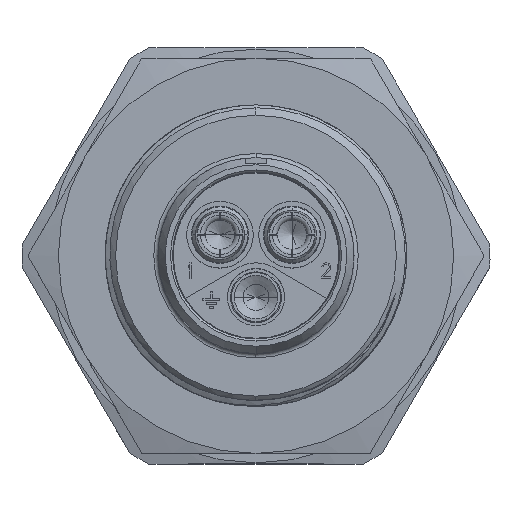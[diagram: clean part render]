
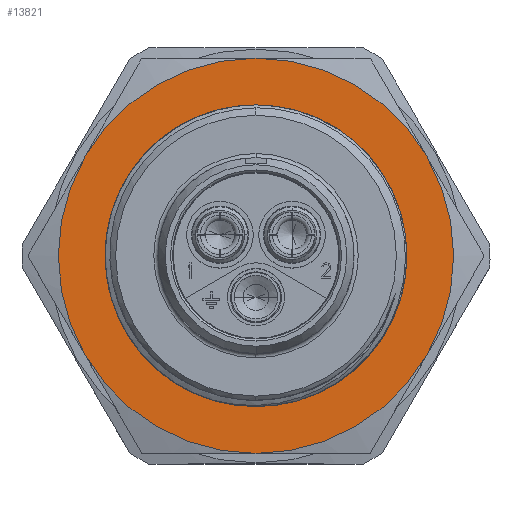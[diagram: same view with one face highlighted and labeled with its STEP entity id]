
A CAD part, top view. The second image highlights one B-rep face of the part: STEP entity #13821.
In plain terms, the highlighted planar face has unit normal (0, 0, 1).
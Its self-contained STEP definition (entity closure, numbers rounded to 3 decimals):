
#1888=CARTESIAN_POINT('',(2.461,26.054,-2.5));
#1889=CARTESIAN_POINT('',(2.893,25.988,-2.5));
#1890=CARTESIAN_POINT('',(3.75,25.817,-2.5));
#1891=CARTESIAN_POINT('',(4.59,25.568,-2.5));
#1892=CARTESIAN_POINT('',(5.006,25.424,-2.5));
#1955=CARTESIAN_POINT('',(0.,11.815,-2.5));
#1956=DIRECTION('',(0.,0.,-1.));
#1957=DIRECTION('',(-0.866,0.5,0.));
#1958=AXIS2_PLACEMENT_3D('',#1955,#1956,#1957);
#1960=CARTESIAN_POINT('',(0.,11.815,-2.5));
#1961=DIRECTION('',(0.,0.,-1.));
#1962=DIRECTION('',(0.,1.,0.));
#1963=AXIS2_PLACEMENT_3D('',#1960,#1961,#1962);
#1965=CARTESIAN_POINT('',(0.,11.815,-2.5));
#1966=DIRECTION('',(0.,0.,1.));
#1967=DIRECTION('',(0.,-1.,0.));
#1968=AXIS2_PLACEMENT_3D('',#1965,#1966,#1967);
#1970=CARTESIAN_POINT('',(0.,11.815,-2.5));
#1971=DIRECTION('',(0.,0.,1.));
#1972=DIRECTION('',(-0.866,-0.5,0.));
#1973=AXIS2_PLACEMENT_3D('',#1970,#1971,#1972);
#1975=CARTESIAN_POINT('',(-14.231,9.308,-2.5));
#1976=CARTESIAN_POINT('',(-14.327,9.8,-2.5));
#1977=CARTESIAN_POINT('',(-14.465,10.803,-2.5));
#1978=CARTESIAN_POINT('',(-14.503,12.395,-2.5));
#1979=CARTESIAN_POINT('',(-14.361,13.982,-2.5));
#1980=CARTESIAN_POINT('',(-14.04,15.55,-2.5));
#1981=CARTESIAN_POINT('',(-13.545,17.072,-2.5));
#1982=CARTESIAN_POINT('',(-12.884,18.53,-2.5));
#1983=CARTESIAN_POINT('',(-12.062,19.904,-2.5));
#1984=CARTESIAN_POINT('',(-11.098,21.171,-2.5));
#1985=CARTESIAN_POINT('',(-9.992,22.323,-2.5));
#1986=CARTESIAN_POINT('',(-9.222,22.963,-2.5));
#1987=CARTESIAN_POINT('',(-8.824,23.258,-2.5));
#2002=CARTESIAN_POINT('',(-16.454,21.315,
-2.5));
#2004=CARTESIAN_POINT('',(0.,11.815,-2.5));
#2005=DIRECTION('',(0.,0.,1.));
#2006=DIRECTION('',(-0.866,0.5,0.));
#2007=AXIS2_PLACEMENT_3D('',#2004,#2005,#2006);
#2227=CARTESIAN_POINT('',(16.454,2.315,-2.5));
#2229=CARTESIAN_POINT('',(0.,11.815,-2.5));
#2230=DIRECTION('',(0.,0.,1.));
#2231=DIRECTION('',(0.866,-0.5,0.));
#2232=AXIS2_PLACEMENT_3D('',#2229,#2230,#2231);
#2267=CARTESIAN_POINT('',(16.454,21.315,-2.5));
#2305=CARTESIAN_POINT('',(0.,30.815,
-2.5));
#3460=CARTESIAN_POINT('',(11.395,20.782,-2.5));
#3461=CARTESIAN_POINT('',(11.661,20.431,-2.5));
#3462=CARTESIAN_POINT('',(12.157,19.709,-2.5));
#3463=CARTESIAN_POINT('',(12.585,18.947,-2.5));
#3464=CARTESIAN_POINT('',(12.781,18.556,-2.5));
#3759=CARTESIAN_POINT('',(0.,11.815,-2.5));
#3760=DIRECTION('',(0.,0.,-1.));
#3761=DIRECTION('',(0.885,0.466,0.));
#3762=AXIS2_PLACEMENT_3D('',#3759,#3760,#3761);
#4527=CARTESIAN_POINT('',(0.,11.815,-2.5));
#4528=DIRECTION('',(0.,0.,-1.));
#4529=DIRECTION('',(-0.611,0.792,0.));
#4530=AXIS2_PLACEMENT_3D('',#4527,#4528,#4529);
#4809=CARTESIAN_POINT('',(0.,11.815,-2.5));
#4810=DIRECTION('',(0.,0.,1.));
#4811=DIRECTION('',(0.786,0.618,0.));
#4812=AXIS2_PLACEMENT_3D('',#4809,#4810,#4811);
#7674=CARTESIAN_POINT('',(0.,-7.185,
-2.5));
#7712=CARTESIAN_POINT('',(-16.454,2.315,
-2.5));
#10976=VERTEX_POINT('',#2002);
#10979=VERTEX_POINT('',#2305);
#10982=VERTEX_POINT('',#2267);
#10994=VERTEX_POINT('',#2227);
#10997=VERTEX_POINT('',#7674);
#11000=VERTEX_POINT('',#7712);
#11006=VERTEX_POINT('',#1975);
#11007=VERTEX_POINT('',#1987);
#11008=VERTEX_POINT('',#3460);
#11009=VERTEX_POINT('',#3464);
#11012=VERTEX_POINT('',#1888);
#11013=VERTEX_POINT('',#1892);
#13789=CARTESIAN_POINT('',(0.,11.815,-2.5));
#13790=DIRECTION('',(0.,0.,-1.));
#13791=DIRECTION('',(1.,0.,0.));
#13792=AXIS2_PLACEMENT_3D('',#13789,#13790,#13791);
#13793=PLANE('421',#13792);
#13795=ORIENTED_EDGE('1659',*,*,#13794,.F.);
#13797=ORIENTED_EDGE('1650',*,*,#13796,.T.);
#13799=ORIENTED_EDGE('1651',*,*,#13798,.T.);
#13801=ORIENTED_EDGE('1658',*,*,#13800,.F.);
#13803=ORIENTED_EDGE('1655',*,*,#13802,.F.);
#13805=ORIENTED_EDGE('1654',*,*,#13804,.F.);
#13806=EDGE_LOOP('421',(#13795,#13797,#13799,#13801,#13803,#13805));
#13807=FACE_OUTER_BOUND('421',#13806,.F.);
#13809=ORIENTED_EDGE('1691',*,*,#13808,.F.);
#13811=ORIENTED_EDGE('1697',*,*,#13810,.T.);
#13812=ORIENTED_EDGE('1693',*,*,#13757,.F.);
#13814=ORIENTED_EDGE('1714',*,*,#13813,.F.);
#13816=ORIENTED_EDGE('1686',*,*,#13815,.F.);
#13818=ORIENTED_EDGE('1715',*,*,#13817,.F.);
#13819=EDGE_LOOP('421',(#13809,#13811,#13812,#13814,#13816,#13818));
#13820=FACE_BOUND('421',#13819,.F.);
#1893=B_SPLINE_CURVE_WITH_KNOTS('1693',3,(#1888,#1889,#1890,#1891,#1892),
.UNSPECIFIED.,.F.,.F.,(4,1,4),(0.,0.5,1.),.UNSPECIFIED.);
#1959=CIRCLE('1650',#1958,19.);
#1964=CIRCLE('1651',#1963,19.);
#1969=CIRCLE('1655',#1968,19.);
#1974=CIRCLE('1654',#1973,19.);
#1988=B_SPLINE_CURVE_WITH_KNOTS('1686',3,(#1975,#1976,#1977,#1978,#1979,#1980,
#1981,#1982,#1983,#1984,#1985,#1986,#1987),.UNSPECIFIED.,.F.,.F.,(4,1,1,1,1,1,1,
1,1,1,4),(0.,0.1,0.2,0.3,0.4,0.5,0.6,0.7,0.8,0.9,1.),
.UNSPECIFIED.);
#2008=CIRCLE('1659',#2007,19.);
#2233=CIRCLE('1658',#2232,19.);
#3465=B_SPLINE_CURVE_WITH_KNOTS('1691',3,(#3460,#3461,#3462,#3463,#3464),
.UNSPECIFIED.,.F.,.F.,(4,1,4),(0.,0.5,1.),.UNSPECIFIED.);
#3763=CIRCLE('1715',#3762,14.45);
#4531=CIRCLE('1714',#4530,14.45);
#4813=CIRCLE('1697',#4812,14.5);
#13757=EDGE_CURVE('1693',#11012,#11013,#1893,.T.);
#13794=EDGE_CURVE('1659',#10976,#11000,#2008,.T.);
#13796=EDGE_CURVE('1650',#10976,#10979,#1959,.T.);
#13798=EDGE_CURVE('1651',#10979,#10982,#1964,.T.);
#13800=EDGE_CURVE('1658',#10994,#10982,#2233,.T.);
#13802=EDGE_CURVE('1655',#10997,#10994,#1969,.T.);
#13804=EDGE_CURVE('1654',#11000,#10997,#1974,.T.);
#13808=EDGE_CURVE('1691',#11008,#11009,#3465,.T.);
#13810=EDGE_CURVE('1697',#11008,#11013,#4813,.T.);
#13813=EDGE_CURVE('1714',#11007,#11012,#4531,.T.);
#13815=EDGE_CURVE('1686',#11006,#11007,#1988,.T.);
#13817=EDGE_CURVE('1715',#11009,#11006,#3763,.T.);
#13821=ADVANCED_FACE('421',(#13807,#13820),#13793,.F.);
